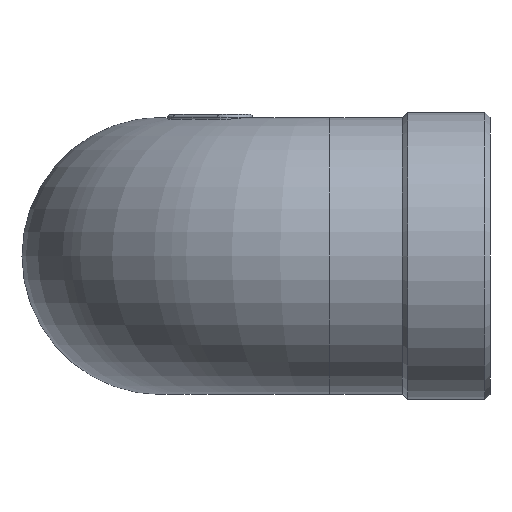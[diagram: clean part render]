
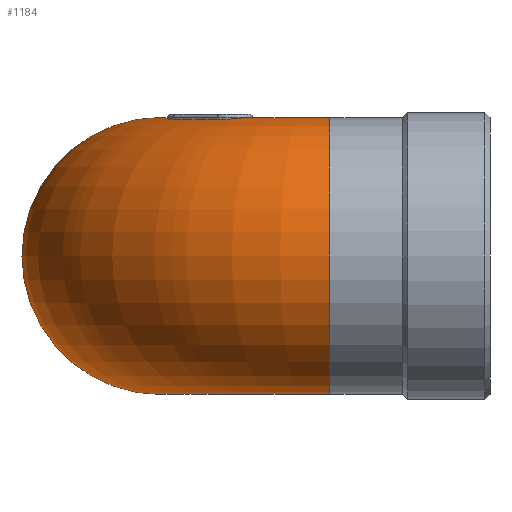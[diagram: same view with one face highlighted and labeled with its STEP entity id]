
A CAD part, left-side view. The second image highlights one B-rep face of the part: STEP entity #1184.
In plain terms, the highlighted toroidal (fillet/blend) face has major radius 16.45 mm and minor radius 13.45 mm.
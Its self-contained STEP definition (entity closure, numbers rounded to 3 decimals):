
#49=CIRCLE('',#1241,13.45);
#52=CIRCLE('',#1245,13.45);
#62=TOROIDAL_SURFACE('',#1263,16.45,13.45);
#151=B_SPLINE_CURVE_WITH_KNOTS('',3,(#2383,#2384,#2385,#2386),
 .UNSPECIFIED.,.F.,.F.,(4,4),(0.,0.006),.UNSPECIFIED.);
#152=B_SPLINE_CURVE_WITH_KNOTS('',3,(#2388,#2389,#2390,#2391,#2392),
 .UNSPECIFIED.,.F.,.F.,(4,1,4),(0.,0.002,
0.004),.UNSPECIFIED.);
#153=B_SPLINE_CURVE_WITH_KNOTS('',3,(#2398,#2399,#2400,#2401),
 .UNSPECIFIED.,.F.,.F.,(4,4),(0.,0.006),.UNSPECIFIED.);
#154=B_SPLINE_CURVE_WITH_KNOTS('',3,(#2413,#2414,#2415,#2416),
 .UNSPECIFIED.,.F.,.F.,(4,4),(0.,0.002),
 .UNSPECIFIED.);
#155=B_SPLINE_CURVE_WITH_KNOTS('',3,(#2420,#2421,#2422,#2423,#2424),
 .UNSPECIFIED.,.F.,.F.,(4,1,4),(0.,0.002,0.004),
 .UNSPECIFIED.);
#156=B_SPLINE_CURVE_WITH_KNOTS('',3,(#2456,#2457,#2458,#2459),
 .UNSPECIFIED.,.F.,.F.,(4,4),(-0.001,0.002),
 .UNSPECIFIED.);
#475=ORIENTED_EDGE('',*,*,#640,.F.);
#476=ORIENTED_EDGE('',*,*,#637,.T.);
#477=ORIENTED_EDGE('',*,*,#629,.T.);
#478=ORIENTED_EDGE('',*,*,#634,.T.);
#479=ORIENTED_EDGE('',*,*,#626,.T.);
#480=ORIENTED_EDGE('',*,*,#625,.T.);
#481=ORIENTED_EDGE('',*,*,#636,.T.);
#482=ORIENTED_EDGE('',*,*,#647,.T.);
#625=EDGE_CURVE('',#742,#743,#151,.T.);
#626=EDGE_CURVE('',#733,#742,#152,.T.);
#629=EDGE_CURVE('',#744,#745,#153,.T.);
#634=EDGE_CURVE('',#745,#733,#154,.T.);
#636=EDGE_CURVE('',#743,#750,#155,.T.);
#637=EDGE_CURVE('',#751,#751,#49,.T.);
#640=EDGE_CURVE('',#754,#754,#52,.T.);
#647=EDGE_CURVE('',#750,#744,#156,.T.);
#733=VERTEX_POINT('',#2355);
#742=VERTEX_POINT('',#2380);
#743=VERTEX_POINT('',#2382);
#744=VERTEX_POINT('',#2395);
#745=VERTEX_POINT('',#2397);
#750=VERTEX_POINT('',#2419);
#751=VERTEX_POINT('',#2427);
#754=VERTEX_POINT('',#2434);
#998=EDGE_LOOP('',(#475));
#999=EDGE_LOOP('',(#476));
#1000=EDGE_LOOP('',(#477,#478,#479,#480,#481,#482));
#1088=FACE_BOUND('',#998,.T.);
#1089=FACE_BOUND('',#999,.T.);
#1090=FACE_BOUND('',#1000,.T.);
#1184=ADVANCED_FACE('',(#1088,#1089,#1090),#62,.T.);
#1241=AXIS2_PLACEMENT_3D('',#2426,#1427,#1428);
#1245=AXIS2_PLACEMENT_3D('',#2433,#1435,#1436);
#1263=AXIS2_PLACEMENT_3D('',#2462,#1471,#1472);
#1427=DIRECTION('',(0.,1.,0.));
#1428=DIRECTION('',(0.,0.,1.));
#1435=DIRECTION('',(1.,0.,0.));
#1436=DIRECTION('',(0.,0.,1.));
#1471=DIRECTION('',(0.,0.,-1.));
#1472=DIRECTION('',(-1.,0.,0.));
#2355=CARTESIAN_POINT('',(1.901,23.226,13.45));
#2380=CARTESIAN_POINT('',(1.283,26.475,13.262));
#2382=CARTESIAN_POINT('',(5.525,30.717,13.262));
#2383=CARTESIAN_POINT('',(1.283,26.475,13.262));
#2384=CARTESIAN_POINT('',(2.697,27.889,13.316));
#2385=CARTESIAN_POINT('',(4.111,29.303,13.316));
#2386=CARTESIAN_POINT('',(5.525,30.717,13.262));
#2388=CARTESIAN_POINT('',(1.901,23.226,13.45));
#2389=CARTESIAN_POINT('',(1.299,23.487,13.45));
#2390=CARTESIAN_POINT('',(0.406,24.621,13.33));
#2391=CARTESIAN_POINT('',(0.819,26.011,13.244));
#2392=CARTESIAN_POINT('',(1.283,26.475,13.262));
#2395=CARTESIAN_POINT('',(8.354,27.889,13.343));
#2397=CARTESIAN_POINT('',(4.111,23.646,13.343));
#2398=CARTESIAN_POINT('',(8.354,27.889,13.343));
#2399=CARTESIAN_POINT('',(6.939,26.475,13.292));
#2400=CARTESIAN_POINT('',(5.525,25.061,13.292));
#2401=CARTESIAN_POINT('',(4.111,23.646,13.343));
#2413=CARTESIAN_POINT('',(4.111,23.646,13.343));
#2414=CARTESIAN_POINT('',(3.542,23.078,13.364));
#2415=CARTESIAN_POINT('',(2.639,22.906,13.45));
#2416=CARTESIAN_POINT('',(1.901,23.226,13.45));
#2419=CARTESIAN_POINT('',(8.774,30.099,13.45));
#2420=CARTESIAN_POINT('',(5.525,30.717,13.262));
#2421=CARTESIAN_POINT('',(5.989,31.181,13.244));
#2422=CARTESIAN_POINT('',(7.374,31.595,13.329));
#2423=CARTESIAN_POINT('',(8.513,30.701,13.45));
#2424=CARTESIAN_POINT('',(8.774,30.099,13.45));
#2426=CARTESIAN_POINT('',(0.,15.55,0.));
#2427=CARTESIAN_POINT('',(0.,15.55,13.45));
#2433=CARTESIAN_POINT('',(16.45,32.,0.));
#2434=CARTESIAN_POINT('',(16.45,32.,13.45));
#2456=CARTESIAN_POINT('',(8.774,30.099,13.45));
#2457=CARTESIAN_POINT('',(9.094,29.362,13.45));
#2458=CARTESIAN_POINT('',(8.922,28.457,13.364));
#2459=CARTESIAN_POINT('',(8.354,27.889,13.343));
#2462=CARTESIAN_POINT('',(16.45,15.55,0.));
